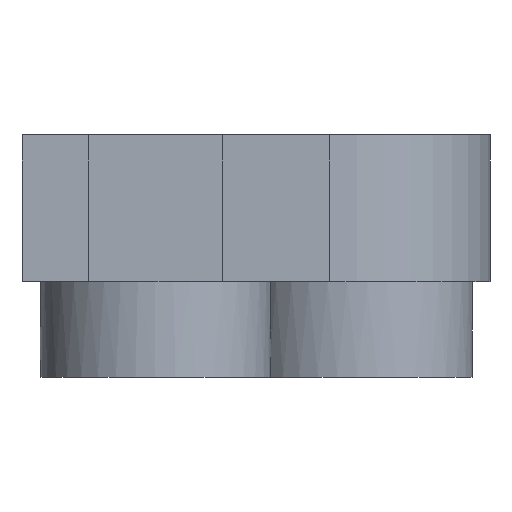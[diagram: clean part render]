
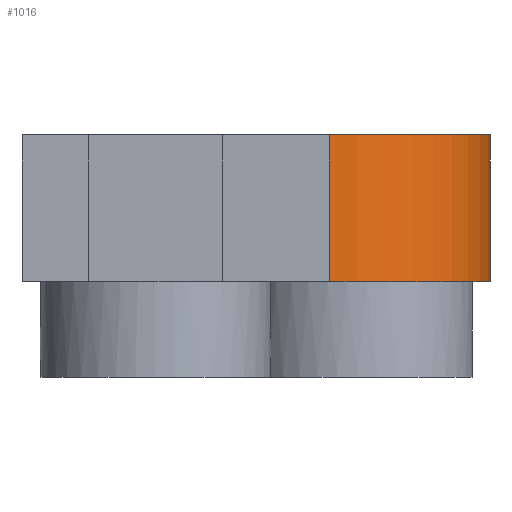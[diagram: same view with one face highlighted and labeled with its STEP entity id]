
A CAD part, left-side view. The second image highlights one B-rep face of the part: STEP entity #1016.
In plain terms, the highlighted cylindrical face has radius 2.02 mm (diameter 4.04 mm), a partial arc.
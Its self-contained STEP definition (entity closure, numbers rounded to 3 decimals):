
#73 = PLANE('',#74);
#74 = AXIS2_PLACEMENT_3D('',#75,#76,#77);
#75 = CARTESIAN_POINT('',(-3.374,0.959,1.85));
#76 = DIRECTION('',(-0.,0.,1.));
#77 = DIRECTION('',(0.,1.,-0.));
#128 = PLANE('',#129);
#129 = AXIS2_PLACEMENT_3D('',#130,#131,#132);
#130 = CARTESIAN_POINT('',(-3.374,0.959,0.));
#131 = DIRECTION('',(-0.,-0.,-1.));
#132 = DIRECTION('',(-1.,0.,0.));
#882 = PLANE('',#883);
#883 = AXIS2_PLACEMENT_3D('',#884,#885,#886);
#884 = CARTESIAN_POINT('',(-6.63,-1.67,0.));
#885 = DIRECTION('',(0.,1.,0.));
#886 = DIRECTION('',(1.,0.,0.));
#944 = EDGE_CURVE('',#945,#947,#949,.T.);
#945 = VERTEX_POINT('',#946);
#946 = CARTESIAN_POINT('',(-6.63,-1.67,0.));
#947 = VERTEX_POINT('',#948);
#948 = CARTESIAN_POINT('',(-6.63,-1.67,1.85));
#949 = SURFACE_CURVE('',#950,(#954,#961),.PCURVE_S1.);
#950 = LINE('',#951,#952);
#951 = CARTESIAN_POINT('',(-6.63,-1.67,0.));
#952 = VECTOR('',#953,1.);
#953 = DIRECTION('',(0.,0.,1.));
#954 = PCURVE('',#882,#955);
#955 = DEFINITIONAL_REPRESENTATION('',(#956),#960);
#956 = LINE('',#957,#958);
#957 = CARTESIAN_POINT('',(0.,0.));
#958 = VECTOR('',#959,1.);
#959 = DIRECTION('',(0.,-1.));
#960 = ( GEOMETRIC_REPRESENTATION_CONTEXT(2) 
PARAMETRIC_REPRESENTATION_CONTEXT() REPRESENTATION_CONTEXT('2D SPACE',''
  ) );
#961 = PCURVE('',#962,#967);
#962 = CYLINDRICAL_SURFACE('',#963,2.02);
#963 = AXIS2_PLACEMENT_3D('',#964,#965,#966);
#964 = CARTESIAN_POINT('',(-6.63,0.35,0.));
#965 = DIRECTION('',(-0.,-0.,-1.));
#966 = DIRECTION('',(1.,0.,0.));
#967 = DEFINITIONAL_REPRESENTATION('',(#968),#972);
#968 = LINE('',#969,#970);
#969 = CARTESIAN_POINT('',(-4.712,0.));
#970 = VECTOR('',#971,1.);
#971 = DIRECTION('',(-0.,-1.));
#972 = ( GEOMETRIC_REPRESENTATION_CONTEXT(2) 
PARAMETRIC_REPRESENTATION_CONTEXT() REPRESENTATION_CONTEXT('2D SPACE',''
  ) );
#1016 = ADVANCED_FACE('',(#1017),#962,.T.);
#1017 = FACE_BOUND('',#1018,.F.);
#1018 = EDGE_LOOP('',(#1019,#1049,#1071,#1072));
#1019 = ORIENTED_EDGE('',*,*,#1020,.T.);
#1020 = EDGE_CURVE('',#1021,#1023,#1025,.T.);
#1021 = VERTEX_POINT('',#1022);
#1022 = CARTESIAN_POINT('',(-8.65,0.35,0.));
#1023 = VERTEX_POINT('',#1024);
#1024 = CARTESIAN_POINT('',(-8.65,0.35,1.85));
#1025 = SURFACE_CURVE('',#1026,(#1030,#1037),.PCURVE_S1.);
#1026 = LINE('',#1027,#1028);
#1027 = CARTESIAN_POINT('',(-8.65,0.35,0.));
#1028 = VECTOR('',#1029,1.);
#1029 = DIRECTION('',(0.,0.,1.));
#1030 = PCURVE('',#962,#1031);
#1031 = DEFINITIONAL_REPRESENTATION('',(#1032),#1036);
#1032 = LINE('',#1033,#1034);
#1033 = CARTESIAN_POINT('',(-3.142,0.));
#1034 = VECTOR('',#1035,1.);
#1035 = DIRECTION('',(-0.,-1.));
#1036 = ( GEOMETRIC_REPRESENTATION_CONTEXT(2) 
PARAMETRIC_REPRESENTATION_CONTEXT() REPRESENTATION_CONTEXT('2D SPACE',''
  ) );
#1037 = PCURVE('',#1038,#1043);
#1038 = PLANE('',#1039);
#1039 = AXIS2_PLACEMENT_3D('',#1040,#1041,#1042);
#1040 = CARTESIAN_POINT('',(-8.65,4.22,0.));
#1041 = DIRECTION('',(1.,0.,0.));
#1042 = DIRECTION('',(0.,-1.,0.));
#1043 = DEFINITIONAL_REPRESENTATION('',(#1044),#1048);
#1044 = LINE('',#1045,#1046);
#1045 = CARTESIAN_POINT('',(3.87,0.));
#1046 = VECTOR('',#1047,1.);
#1047 = DIRECTION('',(0.,-1.));
#1048 = ( GEOMETRIC_REPRESENTATION_CONTEXT(2) 
PARAMETRIC_REPRESENTATION_CONTEXT() REPRESENTATION_CONTEXT('2D SPACE',''
  ) );
#1049 = ORIENTED_EDGE('',*,*,#1050,.T.);
#1050 = EDGE_CURVE('',#1023,#947,#1051,.T.);
#1051 = SURFACE_CURVE('',#1052,(#1057,#1064),.PCURVE_S1.);
#1052 = CIRCLE('',#1053,2.02);
#1053 = AXIS2_PLACEMENT_3D('',#1054,#1055,#1056);
#1054 = CARTESIAN_POINT('',(-6.63,0.35,1.85));
#1055 = DIRECTION('',(0.,0.,1.));
#1056 = DIRECTION('',(1.,0.,0.));
#1057 = PCURVE('',#962,#1058);
#1058 = DEFINITIONAL_REPRESENTATION('',(#1059),#1063);
#1059 = LINE('',#1060,#1061);
#1060 = CARTESIAN_POINT('',(-0.,-1.85));
#1061 = VECTOR('',#1062,1.);
#1062 = DIRECTION('',(-1.,0.));
#1063 = ( GEOMETRIC_REPRESENTATION_CONTEXT(2) 
PARAMETRIC_REPRESENTATION_CONTEXT() REPRESENTATION_CONTEXT('2D SPACE',''
  ) );
#1064 = PCURVE('',#73,#1065);
#1065 = DEFINITIONAL_REPRESENTATION('',(#1066),#1070);
#1066 = CIRCLE('',#1067,2.02);
#1067 = AXIS2_PLACEMENT_2D('',#1068,#1069);
#1068 = CARTESIAN_POINT('',(-0.609,3.256));
#1069 = DIRECTION('',(0.,-1.));
#1070 = ( GEOMETRIC_REPRESENTATION_CONTEXT(2) 
PARAMETRIC_REPRESENTATION_CONTEXT() REPRESENTATION_CONTEXT('2D SPACE',''
  ) );
#1071 = ORIENTED_EDGE('',*,*,#944,.F.);
#1072 = ORIENTED_EDGE('',*,*,#1073,.F.);
#1073 = EDGE_CURVE('',#1021,#945,#1074,.T.);
#1074 = SURFACE_CURVE('',#1075,(#1080,#1087),.PCURVE_S1.);
#1075 = CIRCLE('',#1076,2.02);
#1076 = AXIS2_PLACEMENT_3D('',#1077,#1078,#1079);
#1077 = CARTESIAN_POINT('',(-6.63,0.35,0.));
#1078 = DIRECTION('',(0.,0.,1.));
#1079 = DIRECTION('',(1.,0.,0.));
#1080 = PCURVE('',#962,#1081);
#1081 = DEFINITIONAL_REPRESENTATION('',(#1082),#1086);
#1082 = LINE('',#1083,#1084);
#1083 = CARTESIAN_POINT('',(-0.,0.));
#1084 = VECTOR('',#1085,1.);
#1085 = DIRECTION('',(-1.,0.));
#1086 = ( GEOMETRIC_REPRESENTATION_CONTEXT(2) 
PARAMETRIC_REPRESENTATION_CONTEXT() REPRESENTATION_CONTEXT('2D SPACE',''
  ) );
#1087 = PCURVE('',#128,#1088);
#1088 = DEFINITIONAL_REPRESENTATION('',(#1089),#1097);
#1089 = ( BOUNDED_CURVE() B_SPLINE_CURVE(2,(#1090,#1091,#1092,#1093,
#1094,#1095,#1096),.UNSPECIFIED.,.T.,.F.) B_SPLINE_CURVE_WITH_KNOTS((1,2
    ,2,2,2,1),(-2.094,0.,2.094,4.189,
6.283,8.378),.UNSPECIFIED.) CURVE() 
GEOMETRIC_REPRESENTATION_ITEM() RATIONAL_B_SPLINE_CURVE((1.,0.5,1.,0.5,
1.,0.5,1.)) REPRESENTATION_ITEM('') );
#1090 = CARTESIAN_POINT('',(1.236,-0.609));
#1091 = CARTESIAN_POINT('',(1.236,2.89));
#1092 = CARTESIAN_POINT('',(4.266,1.14));
#1093 = CARTESIAN_POINT('',(7.296,-0.609));
#1094 = CARTESIAN_POINT('',(4.266,-2.358));
#1095 = CARTESIAN_POINT('',(1.236,-4.108));
#1096 = CARTESIAN_POINT('',(1.236,-0.609));
#1097 = ( GEOMETRIC_REPRESENTATION_CONTEXT(2) 
PARAMETRIC_REPRESENTATION_CONTEXT() REPRESENTATION_CONTEXT('2D SPACE',''
  ) );
